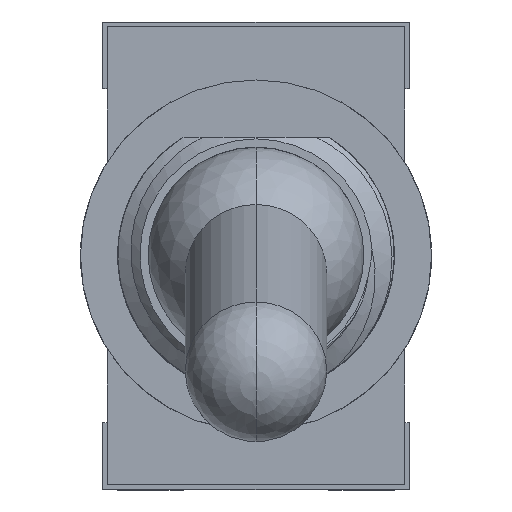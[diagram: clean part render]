
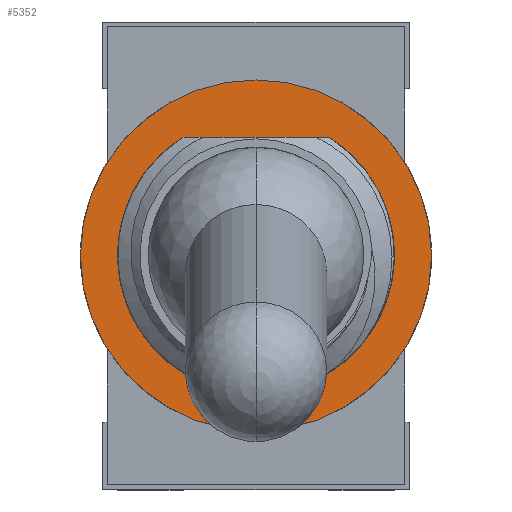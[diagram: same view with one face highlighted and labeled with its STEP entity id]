
A CAD part, top view. The second image highlights one B-rep face of the part: STEP entity #5352.
In plain terms, the highlighted planar face has unit normal (0, 0, 1).
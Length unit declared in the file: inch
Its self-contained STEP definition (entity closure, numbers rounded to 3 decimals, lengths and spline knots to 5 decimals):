
#1546=CARTESIAN_POINT('',(0.,0.,0.));
#1547=DIRECTION('',(0.,0.,1.));
#1548=DIRECTION('',(0.,1.,0.));
#1549=AXIS2_PLACEMENT_3D('',#1546,#1547,#1548);
#1551=CARTESIAN_POINT('',(0.,0.,0.));
#1552=DIRECTION('',(0.,0.,1.));
#1553=DIRECTION('',(0.,-1.,0.));
#1554=AXIS2_PLACEMENT_3D('',#1551,#1552,#1553);
#1556=DIRECTION('',(1.,0.,0.));
#1557=VECTOR('',#1556,0.09814);
#1558=CARTESIAN_POINT('',(-0.04907,0.079,0.));
#1559=LINE('',#1558,#1557);
#1671=CARTESIAN_POINT('',(0.,0.,0.));
#1672=DIRECTION('',(0.,0.,-1.));
#1673=DIRECTION('',(0.528,0.849,0.));
#1674=AXIS2_PLACEMENT_3D('',#1671,#1672,#1673);
#3151=CARTESIAN_POINT('',(0.,0.118,0.));
#3152=CARTESIAN_POINT('',(0.,-0.118,0.));
#3153=VERTEX_POINT('',#3151);
#3154=VERTEX_POINT('',#3152);
#3371=CARTESIAN_POINT('',(-0.04907,0.079,0.));
#3373=VERTEX_POINT('',#3371);
#3395=CARTESIAN_POINT('',(0.04907,0.079,0.));
#3397=VERTEX_POINT('',#3395);
#5337=CARTESIAN_POINT('',(0.,0.,0.));
#5338=DIRECTION('',(0.,0.,1.));
#5339=DIRECTION('',(1.,0.,0.));
#5340=AXIS2_PLACEMENT_3D('',#5337,#5338,#5339);
#5341=PLANE('',#5340);
#5342=ORIENTED_EDGE('',*,*,#5293,.F.);
#5343=ORIENTED_EDGE('',*,*,#5330,.F.);
#5344=EDGE_LOOP('',(#5342,#5343));
#5345=FACE_OUTER_BOUND('',#5344,.F.);
#5347=ORIENTED_EDGE('',*,*,#5346,.F.);
#5349=ORIENTED_EDGE('',*,*,#5348,.F.);
#5350=EDGE_LOOP('',(#5347,#5349));
#5351=FACE_BOUND('',#5350,.F.);
#1550=CIRCLE('',#1549,0.118);
#1555=CIRCLE('',#1554,0.118);
#1675=CIRCLE('',#1674,0.093);
#5293=EDGE_CURVE('',#3153,#3154,#1550,.T.);
#5330=EDGE_CURVE('',#3154,#3153,#1555,.T.);
#5346=EDGE_CURVE('',#3397,#3373,#1675,.T.);
#5348=EDGE_CURVE('',#3373,#3397,#1559,.T.);
#5352=ADVANCED_FACE('',(#5345,#5351),#5341,.T.);
